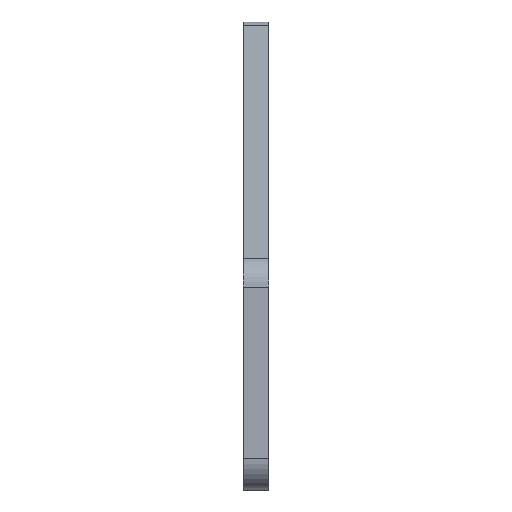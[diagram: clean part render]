
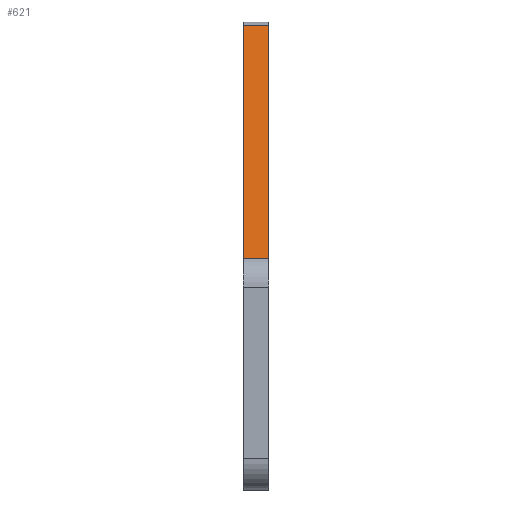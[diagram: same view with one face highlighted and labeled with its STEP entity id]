
A CAD part, left-side view. The second image highlights one B-rep face of the part: STEP entity #621.
In plain terms, the highlighted planar face has unit normal (-0.447, 0, 0.894).
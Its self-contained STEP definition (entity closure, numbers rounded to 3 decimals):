
#2 = VECTOR ( 'NONE', #236, 1000. ) ;
#39 = ORIENTED_EDGE ( 'NONE', *, *, #765, .T. ) ;
#95 = VERTEX_POINT ( 'NONE', #303 ) ;
#123 = LINE ( 'NONE', #830, #794 ) ;
#158 = ORIENTED_EDGE ( 'NONE', *, *, #355, .T. ) ;
#211 = DIRECTION ( 'NONE',  ( -0.894, 0., -0.447 ) ) ;
#236 = DIRECTION ( 'NONE',  ( -0.894, 0., -0.447 ) ) ;
#253 = VERTEX_POINT ( 'NONE', #597 ) ;
#258 = EDGE_LOOP ( 'NONE', ( #463, #39, #158, #791 ) ) ;
#266 = DIRECTION ( 'NONE',  ( 0., -1., 0. ) ) ;
#275 = VECTOR ( 'NONE', #211, 1000. ) ;
#291 = EDGE_CURVE ( 'NONE', #773, #253, #874, .T. ) ;
#303 = CARTESIAN_POINT ( 'NONE',  ( -10.174, 2., 28.236 ) ) ;
#304 = CARTESIAN_POINT ( 'NONE',  ( -47.118, 2., 9.764 ) ) ;
#347 = CARTESIAN_POINT ( 'NONE',  ( -10.174, 0., 28.236 ) ) ;
#355 = EDGE_CURVE ( 'NONE', #95, #677, #434, .T. ) ;
#360 = DIRECTION ( 'NONE',  ( -0.894, 0., -0.447 ) ) ;
#410 = AXIS2_PLACEMENT_3D ( 'NONE', #701, #568, #360 ) ;
#420 = LINE ( 'NONE', #691, #713 ) ;
#434 = LINE ( 'NONE', #571, #275 ) ;
#463 = ORIENTED_EDGE ( 'NONE', *, *, #291, .F. ) ;
#507 = PLANE ( 'NONE',  #410 ) ;
#529 = CARTESIAN_POINT ( 'NONE',  ( -9.646, 0., 28.5 ) ) ;
#568 = DIRECTION ( 'NONE',  ( -0.447, 0., 0.894 ) ) ;
#571 = CARTESIAN_POINT ( 'NONE',  ( -9.646, 2., 28.5 ) ) ;
#597 = CARTESIAN_POINT ( 'NONE',  ( -47.118, 0., 9.764 ) ) ;
#621 = ADVANCED_FACE ( 'NONE', ( #916 ), #507, .T. ) ;
#677 = VERTEX_POINT ( 'NONE', #304 ) ;
#691 = CARTESIAN_POINT ( 'NONE',  ( -10.174, 0., 28.236 ) ) ;
#701 = CARTESIAN_POINT ( 'NONE',  ( -9.646, 0., 28.5 ) ) ;
#704 = EDGE_CURVE ( 'NONE', #677, #253, #123, .T. ) ;
#713 = VECTOR ( 'NONE', #843, 1000. ) ;
#765 = EDGE_CURVE ( 'NONE', #773, #95, #420, .T. ) ;
#773 = VERTEX_POINT ( 'NONE', #347 ) ;
#791 = ORIENTED_EDGE ( 'NONE', *, *, #704, .T. ) ;
#794 = VECTOR ( 'NONE', #266, 1000. ) ;
#830 = CARTESIAN_POINT ( 'NONE',  ( -47.118, 0., 9.764 ) ) ;
#843 = DIRECTION ( 'NONE',  ( 0., 1., 0. ) ) ;
#874 = LINE ( 'NONE', #529, #2 ) ;
#916 = FACE_OUTER_BOUND ( 'NONE', #258, .T. ) ;
